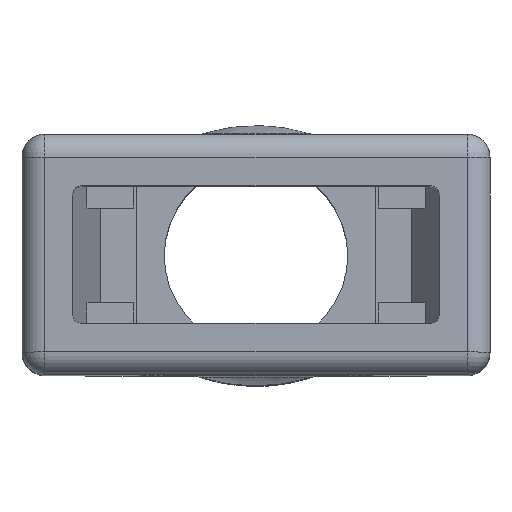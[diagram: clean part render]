
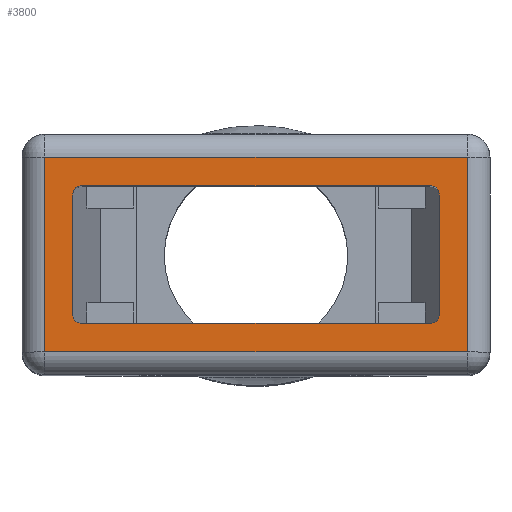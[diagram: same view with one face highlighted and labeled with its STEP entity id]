
A CAD part, top view. The second image highlights one B-rep face of the part: STEP entity #3800.
In plain terms, the highlighted planar face has unit normal (0, 0, 1).
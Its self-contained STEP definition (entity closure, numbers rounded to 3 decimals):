
#44 = VERTEX_POINT ( 'NONE', #12430 ) ;
#335 = CARTESIAN_POINT ( 'NONE',  ( 6., -1.945, 0. ) ) ;
#671 = CARTESIAN_POINT ( 'NONE',  ( -6., -2.25, 0. ) ) ;
#684 = ORIENTED_EDGE ( 'NONE', *, *, #15493, .T. ) ;
#1149 = DIRECTION ( 'NONE',  ( 0., 0., -1. ) ) ;
#1166 = CARTESIAN_POINT ( 'NONE',  ( -6.9, -3.187, 0. ) ) ;
#1229 = DIRECTION ( 'NONE',  ( 0., 1., 0. ) ) ;
#1396 = DIRECTION ( 'NONE',  ( -1., 0., 0. ) ) ;
#1581 = VERTEX_POINT ( 'NONE', #13109 ) ;
#1640 = CARTESIAN_POINT ( 'NONE',  ( -5.695, -2.25, 0. ) ) ;
#1890 = DIRECTION ( 'NONE',  ( 0., -1., 0. ) ) ;
#2282 = EDGE_CURVE ( 'NONE', #1581, #11534, #6142, .T. ) ;
#2305 = CARTESIAN_POINT ( 'NONE',  ( 6.9, 3.937, 0. ) ) ;
#2329 = EDGE_CURVE ( 'NONE', #5725, #16169, #8384, .T. ) ;
#2393 = DIRECTION ( 'NONE',  ( -1., 0., 0. ) ) ;
#2436 = FACE_OUTER_BOUND ( 'NONE', #3982, .T. ) ;
#2503 = EDGE_CURVE ( 'NONE', #11534, #10362, #4940, .T. ) ;
#2596 = LINE ( 'NONE', #7795, #6703 ) ;
#2683 = DIRECTION ( 'NONE',  ( 0., 0., -1. ) ) ;
#3034 = VERTEX_POINT ( 'NONE', #6901 ) ;
#3160 = CARTESIAN_POINT ( 'NONE',  ( -5.695, 1.945, 0. ) ) ;
#3800 = ADVANCED_FACE ( 'NONE', ( #2436, #4733 ), #7371, .F. ) ;
#3982 = EDGE_LOOP ( 'NONE', ( #14577, #8816, #11528, #684 ) ) ;
#4017 = LINE ( 'NONE', #8017, #16735 ) ;
#4143 = VERTEX_POINT ( 'NONE', #15715 ) ;
#4690 = DIRECTION ( 'NONE',  ( -1., 0., 0. ) ) ;
#4733 = FACE_BOUND ( 'NONE', #11251, .T. ) ;
#4761 = AXIS2_PLACEMENT_3D ( 'NONE', #12822, #1149, #12556 ) ;
#4860 = CARTESIAN_POINT ( 'NONE',  ( -7.65, 3.187, 0. ) ) ;
#4940 = LINE ( 'NONE', #4860, #5388 ) ;
#5018 = AXIS2_PLACEMENT_3D ( 'NONE', #3160, #8366, #13554 ) ;
#5087 = CARTESIAN_POINT ( 'NONE',  ( -5.695, -1.945, 0. ) ) ;
#5174 = ORIENTED_EDGE ( 'NONE', *, *, #5966, .T. ) ;
#5388 = VECTOR ( 'NONE', #2393, 1000. ) ;
#5575 = VERTEX_POINT ( 'NONE', #7498 ) ;
#5654 = DIRECTION ( 'NONE',  ( 0., 0., -1. ) ) ;
#5725 = VERTEX_POINT ( 'NONE', #335 ) ;
#5762 = VERTEX_POINT ( 'NONE', #14734 ) ;
#5966 = EDGE_CURVE ( 'NONE', #3034, #5575, #14032, .T. ) ;
#6009 = VERTEX_POINT ( 'NONE', #1166 ) ;
#6142 = LINE ( 'NONE', #2305, #10005 ) ;
#6501 = LINE ( 'NONE', #11693, #11582 ) ;
#6703 = VECTOR ( 'NONE', #1229, 1000. ) ;
#6901 = CARTESIAN_POINT ( 'NONE',  ( -5.695, 2.25, 0. ) ) ;
#6912 = VECTOR ( 'NONE', #11160, 1000. ) ;
#7015 = AXIS2_PLACEMENT_3D ( 'NONE', #13634, #5654, #4690 ) ;
#7077 = EDGE_CURVE ( 'NONE', #5575, #44, #12978, .T. ) ;
#7371 = PLANE ( 'NONE',  #4761 ) ;
#7498 = CARTESIAN_POINT ( 'NONE',  ( 5.695, 2.25, 0. ) ) ;
#7751 = VECTOR ( 'NONE', #1890, 1000. ) ;
#7783 = CARTESIAN_POINT ( 'NONE',  ( 5.695, 1.945, 0. ) ) ;
#7795 = CARTESIAN_POINT ( 'NONE',  ( 6., -2.25, 0. ) ) ;
#7918 = EDGE_CURVE ( 'NONE', #14433, #4143, #15735, .T. ) ;
#8017 = CARTESIAN_POINT ( 'NONE',  ( -6., -2.25, 0. ) ) ;
#8366 = DIRECTION ( 'NONE',  ( 0., 0., -1. ) ) ;
#8384 = CIRCLE ( 'NONE', #7015, 0.305 ) ;
#8576 = CARTESIAN_POINT ( 'NONE',  ( 5.695, -2.25, 0. ) ) ;
#8816 = ORIENTED_EDGE ( 'NONE', *, *, #2503, .T. ) ;
#9145 = DIRECTION ( 'NONE',  ( 1., 0., 0. ) ) ;
#9275 = ORIENTED_EDGE ( 'NONE', *, *, #9865, .F. ) ;
#9865 = EDGE_CURVE ( 'NONE', #14433, #16169, #15164, .T. ) ;
#9974 = EDGE_CURVE ( 'NONE', #5762, #3034, #12889, .T. ) ;
#10005 = VECTOR ( 'NONE', #13971, 1000. ) ;
#10362 = VERTEX_POINT ( 'NONE', #12318 ) ;
#10559 = AXIS2_PLACEMENT_3D ( 'NONE', #5087, #14450, #11643 ) ;
#10871 = ORIENTED_EDGE ( 'NONE', *, *, #14787, .T. ) ;
#11031 = ORIENTED_EDGE ( 'NONE', *, *, #9974, .T. ) ;
#11160 = DIRECTION ( 'NONE',  ( 1., 0., 0. ) ) ;
#11251 = EDGE_LOOP ( 'NONE', ( #11919, #14465, #9275, #16795, #10871, #11031, #5174, #16030 ) ) ;
#11340 = AXIS2_PLACEMENT_3D ( 'NONE', #7783, #2683, #1396 ) ;
#11345 = EDGE_CURVE ( 'NONE', #10362, #6009, #13557, .T. ) ;
#11528 = ORIENTED_EDGE ( 'NONE', *, *, #11345, .T. ) ;
#11534 = VERTEX_POINT ( 'NONE', #13197 ) ;
#11582 = VECTOR ( 'NONE', #9145, 1000. ) ;
#11643 = DIRECTION ( 'NONE',  ( -1., 0., 0. ) ) ;
#11693 = CARTESIAN_POINT ( 'NONE',  ( -7.65, -3.187, 0. ) ) ;
#11919 = ORIENTED_EDGE ( 'NONE', *, *, #12844, .F. ) ;
#12318 = CARTESIAN_POINT ( 'NONE',  ( -6.9, 3.187, 0. ) ) ;
#12341 = CARTESIAN_POINT ( 'NONE',  ( -6.9, 3.937, 0. ) ) ;
#12430 = CARTESIAN_POINT ( 'NONE',  ( 6., 1.945, 0. ) ) ;
#12556 = DIRECTION ( 'NONE',  ( -1., 0., 0. ) ) ;
#12822 = CARTESIAN_POINT ( 'NONE',  ( -7.65, 3.937, 0. ) ) ;
#12844 = EDGE_CURVE ( 'NONE', #5725, #44, #2596, .T. ) ;
#12889 = CIRCLE ( 'NONE', #5018, 0.305 ) ;
#12978 = CIRCLE ( 'NONE', #11340, 0.305 ) ;
#13109 = CARTESIAN_POINT ( 'NONE',  ( 6.9, -3.187, 0. ) ) ;
#13197 = CARTESIAN_POINT ( 'NONE',  ( 6.9, 3.187, 0. ) ) ;
#13292 = DIRECTION ( 'NONE',  ( 0., 1., 0. ) ) ;
#13554 = DIRECTION ( 'NONE',  ( -1., 0., 0. ) ) ;
#13557 = LINE ( 'NONE', #12341, #7751 ) ;
#13634 = CARTESIAN_POINT ( 'NONE',  ( 5.695, -1.945, 0. ) ) ;
#13971 = DIRECTION ( 'NONE',  ( 0., 1., 0. ) ) ;
#14032 = LINE ( 'NONE', #15486, #14318 ) ;
#14318 = VECTOR ( 'NONE', #15311, 1000. ) ;
#14433 = VERTEX_POINT ( 'NONE', #1640 ) ;
#14450 = DIRECTION ( 'NONE',  ( 0., 0., -1. ) ) ;
#14465 = ORIENTED_EDGE ( 'NONE', *, *, #2329, .T. ) ;
#14577 = ORIENTED_EDGE ( 'NONE', *, *, #2282, .T. ) ;
#14734 = CARTESIAN_POINT ( 'NONE',  ( -6., 1.945, 0. ) ) ;
#14787 = EDGE_CURVE ( 'NONE', #4143, #5762, #4017, .T. ) ;
#15164 = LINE ( 'NONE', #671, #6912 ) ;
#15311 = DIRECTION ( 'NONE',  ( 1., 0., 0. ) ) ;
#15486 = CARTESIAN_POINT ( 'NONE',  ( -6., 2.25, 0. ) ) ;
#15493 = EDGE_CURVE ( 'NONE', #6009, #1581, #6501, .T. ) ;
#15715 = CARTESIAN_POINT ( 'NONE',  ( -6., -1.945, 0. ) ) ;
#15735 = CIRCLE ( 'NONE', #10559, 0.305 ) ;
#16030 = ORIENTED_EDGE ( 'NONE', *, *, #7077, .T. ) ;
#16169 = VERTEX_POINT ( 'NONE', #8576 ) ;
#16735 = VECTOR ( 'NONE', #13292, 1000. ) ;
#16795 = ORIENTED_EDGE ( 'NONE', *, *, #7918, .T. ) ;
